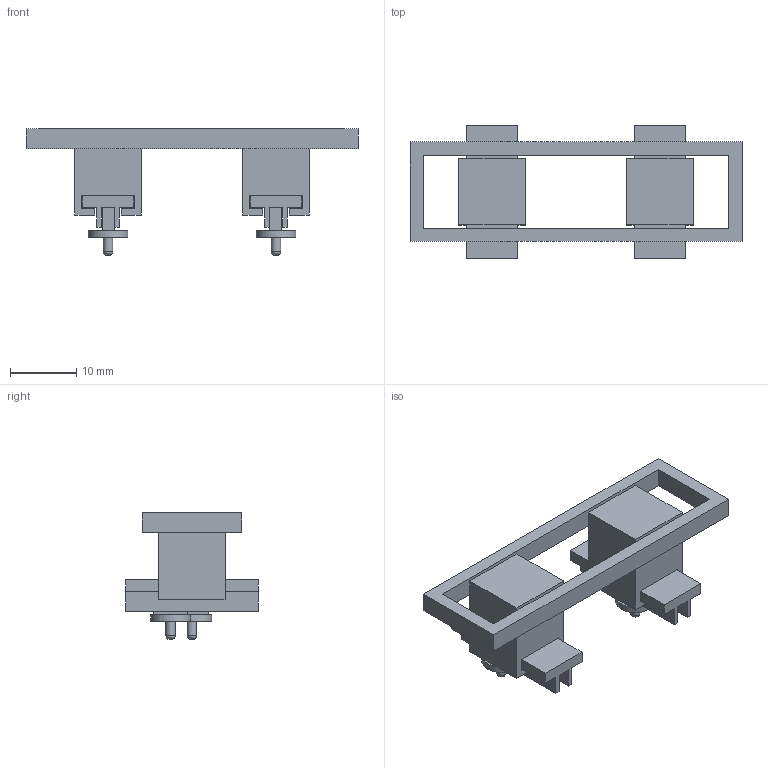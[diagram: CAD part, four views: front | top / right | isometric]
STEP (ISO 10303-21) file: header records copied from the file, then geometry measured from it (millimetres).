
FILE_DESCRIPTION(/* description */ (''),/* implementation_level */ '2;1');
FILE_NAME(/* name */ 'Assembly.step',/* time_stamp */ '2021-01-10T16:32:45+05:00',/* author */ (''),/* organization */ (''),/* preprocessor_version */ 'ST-DEVELOPER v18.1',/* originating_system */ 'Autodesk Translation Framework v9.7.1.1290',/* authorisation */ '');
FILE_SCHEMA (('AUTOMOTIVE_DESIGN { 1 0 10303 214 3 1 1 }'));
Length unit declared in the file: millimetre
Products named in the file (7): Assembly; Top Plate; Holder plate; Actuator holder; actuator plunger; actuator plunger_1; Component1
Assembly tree (9 placements, depth 3):
  Assembly
    Top Plate
    Holder plate  x2
    Actuator holder  x2
    actuator plunger
      Component1
    actuator plunger_1
      Component1
Bounding box: 50 x 20 x 19.07 mm (x, y, z)
Volume: 3785.5 mm3; surface area: 4503.3 mm2
Topology: 9 solids, 9 shells, 94 faces, 216 edges, 144 vertices
Faces by surface type: plane 86, cylinder 6, bspline 2
Full cylindrical faces by diameter (mm): 1.4 x2, 1.5 x2, 6 x2
Entity records: 1988 total; most frequent: CARTESIAN_POINT 335, DIRECTION 307, ORIENTED_EDGE 276, EDGE_CURVE 138, LINE 125, VECTOR 125, VERTEX_POINT 92, AXIS2_PLACEMENT_3D 91
